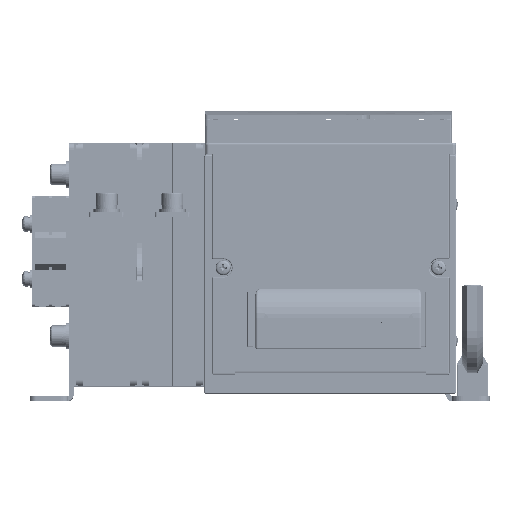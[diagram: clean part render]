
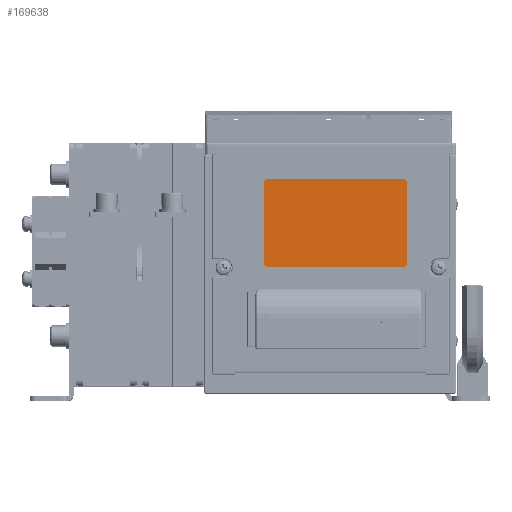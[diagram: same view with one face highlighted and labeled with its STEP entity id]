
A CAD part, top view. The second image highlights one B-rep face of the part: STEP entity #169638.
In plain terms, the highlighted face is planar.
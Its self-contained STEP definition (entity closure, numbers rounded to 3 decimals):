
#891 = DIRECTION ( 'NONE',  ( 0., 0., 1. ) ) ;
#1606 = DIRECTION ( 'NONE',  ( 0., 1., 0. ) ) ;
#3870 = CIRCLE ( 'NONE', #63231, 2. ) ;
#5069 = FACE_OUTER_BOUND ( 'NONE', #102852, .T. ) ;
#6270 = DIRECTION ( 'NONE',  ( 1., 0., 0. ) ) ;
#6651 = ORIENTED_EDGE ( 'NONE', *, *, #108695, .T. ) ;
#13638 = DIRECTION ( 'NONE',  ( 0., 0., 1. ) ) ;
#15252 = DIRECTION ( 'NONE',  ( 0., 1., 0. ) ) ;
#16473 = CARTESIAN_POINT ( 'NONE',  ( 79.9, 81.8, -15.9 ) ) ;
#17033 = DIRECTION ( 'NONE',  ( 0., -1., 0. ) ) ;
#18290 = DIRECTION ( 'NONE',  ( 0., 0., -1. ) ) ;
#22137 = CARTESIAN_POINT ( 'NONE',  ( 16.7, 81.8, -57.5 ) ) ;
#25546 = CARTESIAN_POINT ( 'NONE',  ( 16.7, 81.8, -54.1 ) ) ;
#30435 = DIRECTION ( 'NONE',  ( 0., 1., 0. ) ) ;
#31283 = CARTESIAN_POINT ( 'NONE',  ( 88.5, 81.8, -14.5 ) ) ;
#35340 = VERTEX_POINT ( 'NONE', #16473 ) ;
#35400 = AXIS2_PLACEMENT_3D ( 'NONE', #31283, #17033, #18290 ) ;
#41293 = VERTEX_POINT ( 'NONE', #136783 ) ;
#43593 = AXIS2_PLACEMENT_3D ( 'NONE', #119999, #15252, #147814 ) ;
#44957 = CIRCLE ( 'NONE', #43593, 2. ) ;
#49173 = ORIENTED_EDGE ( 'NONE', *, *, #147990, .T. ) ;
#53126 = VERTEX_POINT ( 'NONE', #115135 ) ;
#58063 = VECTOR ( 'NONE', #6270, 1000. ) ;
#59494 = VECTOR ( 'NONE', #110752, 1000. ) ;
#61177 = ORIENTED_EDGE ( 'NONE', *, *, #142239, .T. ) ;
#63231 = AXIS2_PLACEMENT_3D ( 'NONE', #135467, #1606, #134814 ) ;
#72647 = LINE ( 'NONE', #145011, #171962 ) ;
#78478 = VECTOR ( 'NONE', #159874, 1000. ) ;
#79658 = ORIENTED_EDGE ( 'NONE', *, *, #80533, .T. ) ;
#80533 = EDGE_CURVE ( 'NONE', #181046, #53126, #191290, .T. ) ;
#88703 = EDGE_CURVE ( 'NONE', #41293, #154390, #44957, .T. ) ;
#89376 = CARTESIAN_POINT ( 'NONE',  ( 79.9, 81.8, -17.9 ) ) ;
#90924 = CARTESIAN_POINT ( 'NONE',  ( 81.9, 81.8, -17.9 ) ) ;
#92325 = AXIS2_PLACEMENT_3D ( 'NONE', #191672, #117951, #891 ) ;
#94973 = CARTESIAN_POINT ( 'NONE',  ( 15.5, 81.8, -15.9 ) ) ;
#97435 = LINE ( 'NONE', #94973, #58063 ) ;
#102852 = EDGE_LOOP ( 'NONE', ( #6651, #186045, #176793, #132470, #143538, #61177, #49173, #79658 ) ) ;
#105668 = EDGE_CURVE ( 'NONE', #154390, #145678, #191391, .T. ) ;
#106280 = VERTEX_POINT ( 'NONE', #121555 ) ;
#106367 = CIRCLE ( 'NONE', #122911, 2. ) ;
#108695 = EDGE_CURVE ( 'NONE', #53126, #41293, #72647, .T. ) ;
#110741 = LINE ( 'NONE', #146257, #78478 ) ;
#110752 = DIRECTION ( 'NONE',  ( 0., 0., 1. ) ) ;
#114023 = DIRECTION ( 'NONE',  ( -1., 0., 0. ) ) ;
#115135 = CARTESIAN_POINT ( 'NONE',  ( 79.9, 81.8, -56.1 ) ) ;
#117951 = DIRECTION ( 'NONE',  ( 0., 1., 0. ) ) ;
#119999 = CARTESIAN_POINT ( 'NONE',  ( 18.7, 81.8, -54.1 ) ) ;
#121555 = CARTESIAN_POINT ( 'NONE',  ( 18.7, 81.8, -15.9 ) ) ;
#121832 = EDGE_CURVE ( 'NONE', #145678, #106280, #3870, .T. ) ;
#122911 = AXIS2_PLACEMENT_3D ( 'NONE', #89376, #30435, #13638 ) ;
#132470 = ORIENTED_EDGE ( 'NONE', *, *, #121832, .T. ) ;
#134814 = DIRECTION ( 'NONE',  ( 0., 0., 1. ) ) ;
#135467 = CARTESIAN_POINT ( 'NONE',  ( 18.7, 81.8, -17.9 ) ) ;
#136783 = CARTESIAN_POINT ( 'NONE',  ( 18.7, 81.8, -56.1 ) ) ;
#142239 = EDGE_CURVE ( 'NONE', #35340, #150207, #106367, .T. ) ;
#143538 = ORIENTED_EDGE ( 'NONE', *, *, #146778, .T. ) ;
#145011 = CARTESIAN_POINT ( 'NONE',  ( 87.5, 81.8, -56.1 ) ) ;
#145616 = CARTESIAN_POINT ( 'NONE',  ( 16.7, 81.8, -17.9 ) ) ;
#145678 = VERTEX_POINT ( 'NONE', #145616 ) ;
#146257 = CARTESIAN_POINT ( 'NONE',  ( 81.9, 81.8, -14.5 ) ) ;
#146778 = EDGE_CURVE ( 'NONE', #106280, #35340, #97435, .T. ) ;
#147814 = DIRECTION ( 'NONE',  ( 0., 0., 1. ) ) ;
#147990 = EDGE_CURVE ( 'NONE', #150207, #181046, #110741, .T. ) ;
#150207 = VERTEX_POINT ( 'NONE', #90924 ) ;
#154390 = VERTEX_POINT ( 'NONE', #25546 ) ;
#159874 = DIRECTION ( 'NONE',  ( 0., 0., -1. ) ) ;
#162053 = CARTESIAN_POINT ( 'NONE',  ( 81.9, 81.8, -54.1 ) ) ;
#166955 = PLANE ( 'NONE',  #35400 ) ;
#169638 = ADVANCED_FACE ( 'NONE', ( #5069 ), #166955, .F. ) ;
#171962 = VECTOR ( 'NONE', #114023, 1000. ) ;
#176793 = ORIENTED_EDGE ( 'NONE', *, *, #105668, .T. ) ;
#181046 = VERTEX_POINT ( 'NONE', #162053 ) ;
#186045 = ORIENTED_EDGE ( 'NONE', *, *, #88703, .T. ) ;
#191290 = CIRCLE ( 'NONE', #92325, 2. ) ;
#191391 = LINE ( 'NONE', #22137, #59494 ) ;
#191672 = CARTESIAN_POINT ( 'NONE',  ( 79.9, 81.8, -54.1 ) ) ;
